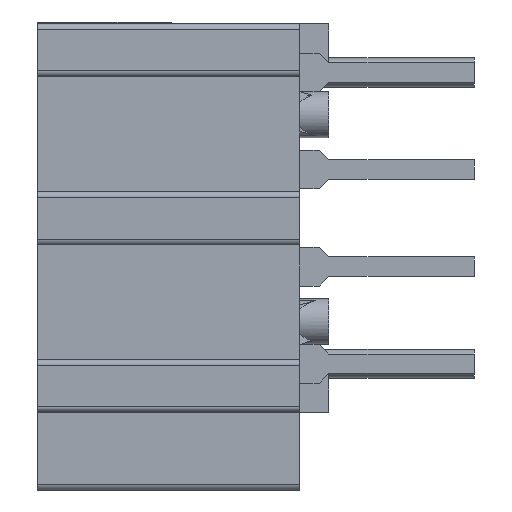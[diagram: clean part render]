
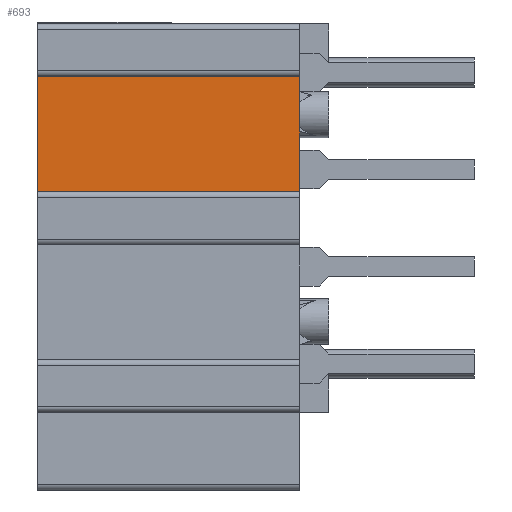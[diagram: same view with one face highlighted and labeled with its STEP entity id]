
A CAD part, left-side view. The second image highlights one B-rep face of the part: STEP entity #693.
In plain terms, the highlighted planar face has unit normal (-1, 0, 0).
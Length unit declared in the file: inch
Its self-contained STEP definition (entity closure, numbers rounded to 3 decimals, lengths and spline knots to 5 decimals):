
#2 = EDGE_CURVE ( 'NONE', #1037, #1376, #6453, .T. ) ;
#97 = PLANE ( 'NONE',  #7255 ) ;
#317 = EDGE_LOOP ( 'NONE', ( #3690, #7556, #5158, #2375 ) ) ;
#693 = ADVANCED_FACE ( 'NONE', ( #6776 ), #97, .T. ) ;
#829 = CARTESIAN_POINT ( 'NONE',  ( -0.34047, 0.3, 0.02756 ) ) ;
#1037 = VERTEX_POINT ( 'NONE', #5945 ) ;
#1316 = CARTESIAN_POINT ( 'NONE',  ( -0.34047, 0.03, 0.02756 ) ) ;
#1336 = VECTOR ( 'NONE', #3407, 39.37008 ) ;
#1376 = VERTEX_POINT ( 'NONE', #1316 ) ;
#1453 = DIRECTION ( 'NONE',  ( 0., 1., 0. ) ) ;
#1474 = DIRECTION ( 'NONE',  ( -1., 0., 0. ) ) ;
#1528 = EDGE_CURVE ( 'NONE', #1376, #7380, #7015, .T. ) ;
#1688 = CARTESIAN_POINT ( 'NONE',  ( -0.34047, -0.47185, 0.14567 ) ) ;
#2373 = VECTOR ( 'NONE', #1453, 39.37008 ) ;
#2375 = ORIENTED_EDGE ( 'NONE', *, *, #7047, .T. ) ;
#2680 = CARTESIAN_POINT ( 'NONE',  ( -0.34047, 0.3, 0. ) ) ;
#2997 = VERTEX_POINT ( 'NONE', #4946 ) ;
#3192 = CARTESIAN_POINT ( 'NONE',  ( -0.34047, 0.03, 0. ) ) ;
#3266 = EDGE_CURVE ( 'NONE', #7380, #2997, #5605, .T. ) ;
#3357 = DIRECTION ( 'NONE',  ( 0., 0., 1. ) ) ;
#3361 = VECTOR ( 'NONE', #6027, 39.37008 ) ;
#3407 = DIRECTION ( 'NONE',  ( 0., 1., 0. ) ) ;
#3616 = CARTESIAN_POINT ( 'NONE',  ( -0.34047, -0.47185, 0. ) ) ;
#3690 = ORIENTED_EDGE ( 'NONE', *, *, #3266, .F. ) ;
#4395 = DIRECTION ( 'NONE',  ( 0., 0., 1. ) ) ;
#4946 = CARTESIAN_POINT ( 'NONE',  ( -0.34047, 0.3, 0.14567 ) ) ;
#5158 = ORIENTED_EDGE ( 'NONE', *, *, #2, .F. ) ;
#5427 = LINE ( 'NONE', #1688, #1336 ) ;
#5605 = LINE ( 'NONE', #2680, #5977 ) ;
#5945 = CARTESIAN_POINT ( 'NONE',  ( -0.34047, 0.03, 0.14567 ) ) ;
#5963 = CARTESIAN_POINT ( 'NONE',  ( -0.34047, -0.47185, 0.02756 ) ) ;
#5977 = VECTOR ( 'NONE', #3357, 39.37008 ) ;
#6027 = DIRECTION ( 'NONE',  ( 0., 0., -1. ) ) ;
#6453 = LINE ( 'NONE', #3192, #3361 ) ;
#6776 = FACE_OUTER_BOUND ( 'NONE', #317, .T. ) ;
#7015 = LINE ( 'NONE', #5963, #2373 ) ;
#7047 = EDGE_CURVE ( 'NONE', #1037, #2997, #5427, .T. ) ;
#7255 = AXIS2_PLACEMENT_3D ( 'NONE', #3616, #1474, #4395 ) ;
#7380 = VERTEX_POINT ( 'NONE', #829 ) ;
#7556 = ORIENTED_EDGE ( 'NONE', *, *, #1528, .F. ) ;
